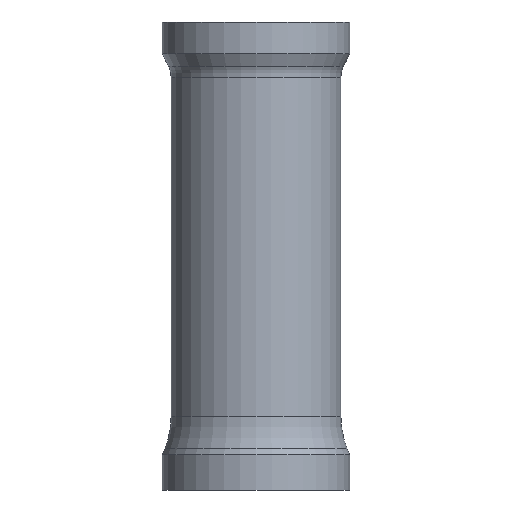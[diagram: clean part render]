
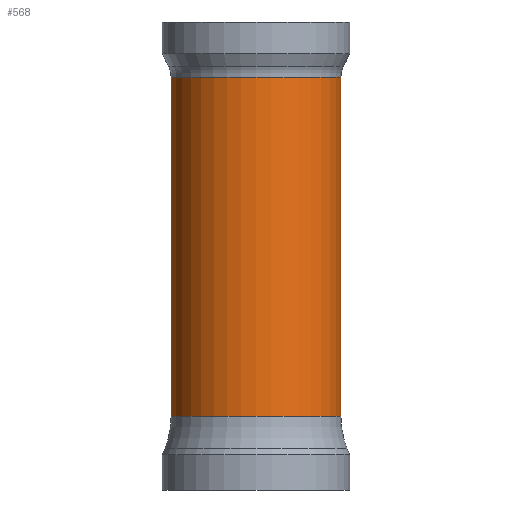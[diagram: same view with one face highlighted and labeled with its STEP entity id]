
A CAD part, front view. The second image highlights one B-rep face of the part: STEP entity #568.
In plain terms, the highlighted cylindrical face has radius 25.4 mm (diameter 50.8 mm), a partial arc.
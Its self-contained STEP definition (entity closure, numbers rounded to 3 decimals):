
#8 = ORIENTED_EDGE ( 'NONE', *, *, #472, .F. ) ;
#29 = CARTESIAN_POINT ( 'NONE',  ( -25.4, 0., 0. ) ) ;
#47 = DIRECTION ( 'NONE',  ( 1., 0., 0. ) ) ;
#49 = CARTESIAN_POINT ( 'NONE',  ( 25.4, 0., -16.5 ) ) ;
#56 = CARTESIAN_POINT ( 'NONE',  ( 0., 0., -16.5 ) ) ;
#61 = VERTEX_POINT ( 'NONE', #613 ) ;
#84 = CARTESIAN_POINT ( 'NONE',  ( 25.4, 0., 0. ) ) ;
#99 = CYLINDRICAL_SURFACE ( 'NONE', #621, 25.4 ) ;
#102 = ORIENTED_EDGE ( 'NONE', *, *, #691, .T. ) ;
#104 = VECTOR ( 'NONE', #352, 1000. ) ;
#153 = VECTOR ( 'NONE', #190, 1000. ) ;
#190 = DIRECTION ( 'NONE',  ( 0., 0., 1. ) ) ;
#209 = ORIENTED_EDGE ( 'NONE', *, *, #667, .F. ) ;
#214 = FACE_OUTER_BOUND ( 'NONE', #617, .T. ) ;
#248 = VERTEX_POINT ( 'NONE', #49 ) ;
#270 = CARTESIAN_POINT ( 'NONE',  ( 0., 0., 0. ) ) ;
#272 = DIRECTION ( 'NONE',  ( 1., 0., 0. ) ) ;
#277 = CARTESIAN_POINT ( 'NONE',  ( 0., 0., -118. ) ) ;
#279 = CARTESIAN_POINT ( 'NONE',  ( 25.4, 0., -118. ) ) ;
#299 = AXIS2_PLACEMENT_3D ( 'NONE', #277, #390, #333 ) ;
#333 = DIRECTION ( 'NONE',  ( 1., 0., 0. ) ) ;
#337 = CIRCLE ( 'NONE', #299, 25.4 ) ;
#351 = VERTEX_POINT ( 'NONE', #279 ) ;
#352 = DIRECTION ( 'NONE',  ( 0., 0., 1. ) ) ;
#390 = DIRECTION ( 'NONE',  ( 0., 0., 1. ) ) ;
#392 = DIRECTION ( 'NONE',  ( 0., 0., 1. ) ) ;
#414 = LINE ( 'NONE', #84, #153 ) ;
#462 = EDGE_CURVE ( 'NONE', #351, #248, #414, .T. ) ;
#469 = AXIS2_PLACEMENT_3D ( 'NONE', #56, #392, #272 ) ;
#472 = EDGE_CURVE ( 'NONE', #480, #61, #622, .T. ) ;
#480 = VERTEX_POINT ( 'NONE', #564 ) ;
#534 = DIRECTION ( 'NONE',  ( 0., 0., 1. ) ) ;
#555 = ORIENTED_EDGE ( 'NONE', *, *, #462, .T. ) ;
#564 = CARTESIAN_POINT ( 'NONE',  ( -25.4, 0., -118. ) ) ;
#568 = ADVANCED_FACE ( 'NONE', ( #214 ), #99, .T. ) ;
#613 = CARTESIAN_POINT ( 'NONE',  ( -25.4, 0., -16.5 ) ) ;
#617 = EDGE_LOOP ( 'NONE', ( #8, #102, #555, #209 ) ) ;
#621 = AXIS2_PLACEMENT_3D ( 'NONE', #270, #534, #47 ) ;
#622 = LINE ( 'NONE', #29, #104 ) ;
#635 = CIRCLE ( 'NONE', #469, 25.4 ) ;
#667 = EDGE_CURVE ( 'NONE', #61, #248, #635, .T. ) ;
#691 = EDGE_CURVE ( 'NONE', #480, #351, #337, .T. ) ;
